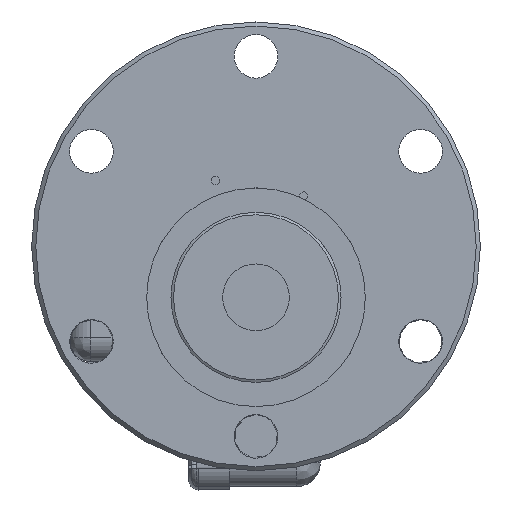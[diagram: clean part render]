
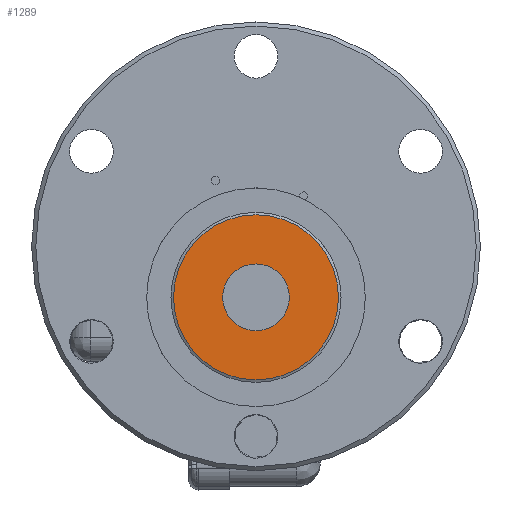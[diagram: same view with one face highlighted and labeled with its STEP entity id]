
A CAD part, left-side view. The second image highlights one B-rep face of the part: STEP entity #1289.
In plain terms, the highlighted planar face has unit normal (-1, 0, 0).
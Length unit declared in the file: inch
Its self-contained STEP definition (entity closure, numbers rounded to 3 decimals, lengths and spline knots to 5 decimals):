
#1289=ADVANCED_FACE('',(#3706,#3707),#1759,.T.);
#1759=PLANE('',#11383);
#3706=FACE_BOUND('',#4604,.T.);
#3707=FACE_BOUND('',#4605,.T.);
#4604=EDGE_LOOP('',(#6780));
#4605=EDGE_LOOP('',(#6781));
#6780=ORIENTED_EDGE('',*,*,#9390,.T.);
#6781=ORIENTED_EDGE('',*,*,#9389,.T.);
#8187=VERTEX_POINT('',#19832);
#8188=VERTEX_POINT('',#19835);
#9389=EDGE_CURVE('',#8187,#8187,#10052,.T.);
#9390=EDGE_CURVE('',#8188,#8188,#10053,.T.);
#10052=CIRCLE('',#11380,0.203);
#10053=CIRCLE('',#11382,0.502);
#11380=AXIS2_PLACEMENT_3D('',#19831,#13873,#13874);
#11382=AXIS2_PLACEMENT_3D('',#19834,#13877,#13878);
#11383=AXIS2_PLACEMENT_3D('',#19836,#13879,#13880);
#13873=DIRECTION('',(1.,0.,0.));
#13874=DIRECTION('',(0.,0.,-1.));
#13877=DIRECTION('',(-1.,0.,0.));
#13878=DIRECTION('',(0.,0.,1.));
#13879=DIRECTION('',(-1.,0.,0.));
#13880=DIRECTION('',(0.,1.,0.));
#19831=CARTESIAN_POINT('',(-21.33101,0.00003,-0.04789));
#19832=CARTESIAN_POINT('',(-21.331,0.00003,-0.25089));
#19834=CARTESIAN_POINT('',(-21.33101,0.00003,-0.04789));
#19835=CARTESIAN_POINT('',(-21.33101,0.00003,0.45411));
#19836=CARTESIAN_POINT('',(-21.33101,-0.55217,0.50431));
